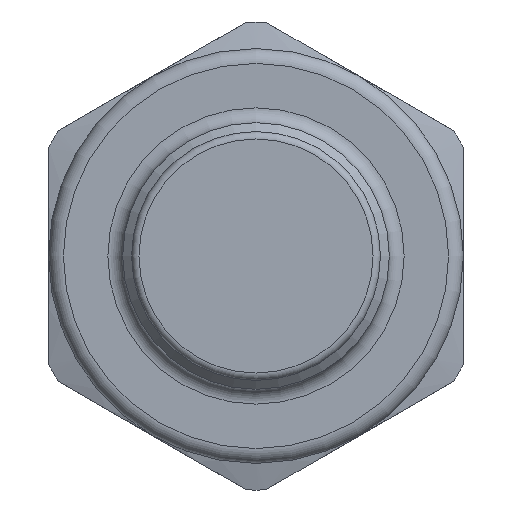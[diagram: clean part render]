
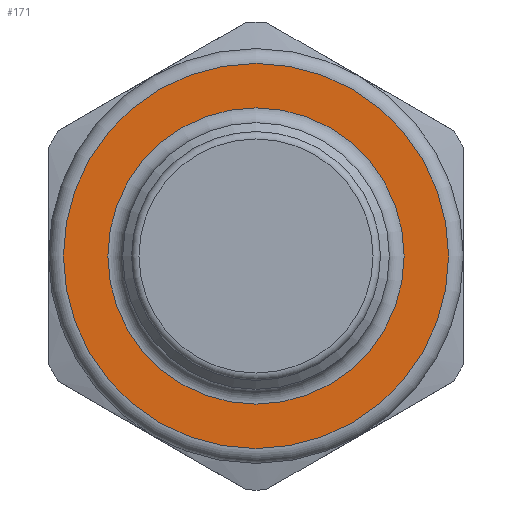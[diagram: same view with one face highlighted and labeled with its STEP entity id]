
A CAD part, left-side view. The second image highlights one B-rep face of the part: STEP entity #171.
In plain terms, the highlighted planar face has unit normal (-1, 0, 0).
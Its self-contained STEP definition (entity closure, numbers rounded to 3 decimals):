
#101=CARTESIAN_POINT('',(17.5,6.5,0.0));
#102=VERTEX_POINT('',#101);
#103=CARTESIAN_POINT('',(17.5,0.0,0.0));
#104=DIRECTION('',(1.0,0.0,0.0));
#105=DIRECTION('',(0.0,-1.0,0.0));
#106=AXIS2_PLACEMENT_3D('',#103,#104,#105);
#107=CIRCLE('',#106,6.5);
#108=EDGE_CURVE('',#102,#102,#107,.T.);
#152=CARTESIAN_POINT('',(17.5,5.75,0.0));
#153=DIRECTION('',(-1.0,0.0,0.0));
#154=DIRECTION('',(0.0,0.0,1.0));
#155=AXIS2_PLACEMENT_3D('',#152,#153,#154);
#156=PLANE('',#155);
#157=ORIENTED_EDGE('',*,*,#108,.F.);
#158=EDGE_LOOP('',(#157));
#159=FACE_OUTER_BOUND('',#158,.T.);
#160=CARTESIAN_POINT('',(17.5,5.0,0.));
#161=VERTEX_POINT('',#160);
#162=CARTESIAN_POINT('',(17.5,0.0,0.0));
#163=DIRECTION('',(-1.0,0.0,0.0));
#164=DIRECTION('',(0.0,-1.0,0.0));
#165=AXIS2_PLACEMENT_3D('',#162,#163,#164);
#166=CIRCLE('',#165,5.0);
#167=EDGE_CURVE('',#161,#161,#166,.T.);
#168=ORIENTED_EDGE('',*,*,#167,.F.);
#169=EDGE_LOOP('',(#168));
#170=FACE_BOUND('',#169,.T.);
#171=ADVANCED_FACE('',(#159,#170),#156,.T.);
